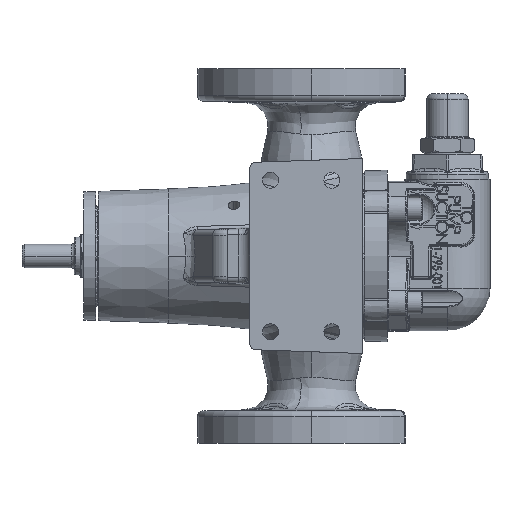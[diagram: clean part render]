
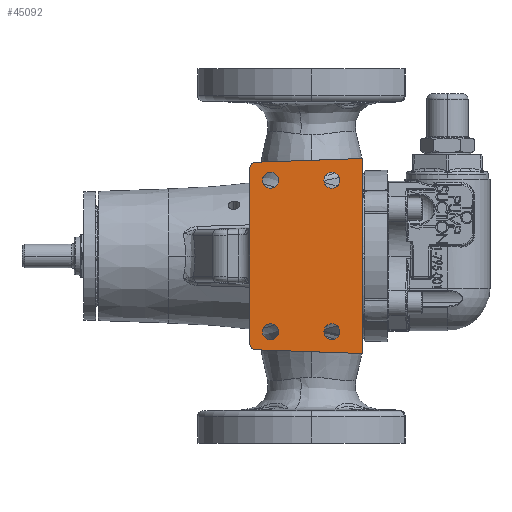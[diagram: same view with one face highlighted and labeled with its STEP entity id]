
A CAD part, front view. The second image highlights one B-rep face of the part: STEP entity #45092.
In plain terms, the highlighted planar face has unit normal (0, -1, 0).
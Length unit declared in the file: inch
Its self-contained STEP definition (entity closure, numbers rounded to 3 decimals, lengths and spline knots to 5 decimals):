
#1345 = CARTESIAN_POINT ( 'NONE',  ( -2., -2.75, -1.448 ) ) ;
#1930 = CIRCLE ( 'NONE', #30865, 0.12 ) ;
#2085 = ORIENTED_EDGE ( 'NONE', *, *, #32830, .F. ) ;
#2402 = CIRCLE ( 'NONE', #71280, 0.12 ) ;
#2848 = DIRECTION ( 'NONE',  ( 0.999, 0., -0.035 ) ) ;
#3058 = VERTEX_POINT ( 'NONE', #93206 ) ;
#3465 = AXIS2_PLACEMENT_3D ( 'NONE', #65755, #97189, #48795 ) ;
#3523 = CIRCLE ( 'NONE', #25639, 0.172 ) ;
#7057 = CARTESIAN_POINT ( 'NONE',  ( -0.6875, -2.75, 1.62 ) ) ;
#7399 = CIRCLE ( 'NONE', #46204, 0.172 ) ;
#7628 = EDGE_CURVE ( 'Defeatured_0_967+Defeatured_0_1168+Defeatured_0_964+Defeatured_0_966', #86144, #30073, #2402, .T. ) ;
#8500 = EDGE_CURVE ( 'Defeatured_0_968+Defeatured_0_1168+Defeatured_0_966+Defeatured_0_963', #84909, #3058, #1930, .T. ) ;
#8688 = ORIENTED_EDGE ( 'NONE', *, *, #11829, .F. ) ;
#10539 = CARTESIAN_POINT ( 'NONE',  ( -0.03, -2.75, -2.08416 ) ) ;
#11433 = VERTEX_POINT ( 'NONE', #49182 ) ;
#11829 = EDGE_CURVE ( 'Defeatured_0_1179+Defeatured_0_1168+Defeatured_0_1168+Defeatured_0_1168', #11433, #49012, #3523, .T. ) ;
#13924 = PLANE ( 'NONE',  #92639 ) ;
#17717 = DIRECTION ( 'NONE',  ( 0., 0., -1. ) ) ;
#18870 = DIRECTION ( 'NONE',  ( 0., -1., 0. ) ) ;
#19166 = CARTESIAN_POINT ( 'NONE',  ( -2.32, -2.75, 1.88412 ) ) ;
#20463 = EDGE_LOOP ( 'NONE', ( #64575, #8688 ) ) ;
#21448 = FACE_BOUND ( 'NONE', #20463, .T. ) ;
#22268 = AXIS2_PLACEMENT_3D ( 'NONE', #49965, #25694, #57031 ) ;
#22666 = DIRECTION ( 'NONE',  ( 0., 0., -1. ) ) ;
#22995 = DIRECTION ( 'NONE',  ( 0., -1., 0. ) ) ;
#23541 = EDGE_CURVE ( 'Defeatured_0_1178+Defeatured_0_1168+Defeatured_0_1168+Defeatured_0_1168', #28698, #45782, #7399, .T. ) ;
#23911 = EDGE_CURVE ( 'Defeatured_0_1168+Defeatured_0_964+Defeatured_0_967+Defeatured_0_965', #86144, #89766, #36397, .T. ) ;
#24613 = EDGE_CURVE ( 'Defeatured_0_1168+Defeatured_0_963+Defeatured_0_965+Defeatured_0_968', #52569, #3058, #51362, .T. ) ;
#24800 = ORIENTED_EDGE ( 'NONE', *, *, #8500, .F. ) ;
#25623 = CARTESIAN_POINT ( 'NONE',  ( -0.6875, -2.75, -1.448 ) ) ;
#25639 = AXIS2_PLACEMENT_3D ( 'NONE', #7057, #22995, #30104 ) ;
#25694 = DIRECTION ( 'NONE',  ( 0., -1., 0. ) ) ;
#26973 = CIRCLE ( 'NONE', #87462, 0.172 ) ;
#28698 = VERTEX_POINT ( 'NONE', #41469 ) ;
#30073 = VERTEX_POINT ( 'NONE', #77356 ) ;
#30104 = DIRECTION ( 'NONE',  ( 0., 0., -1. ) ) ;
#30117 = DIRECTION ( 'NONE',  ( 0., -1., 0. ) ) ;
#30811 = CARTESIAN_POINT ( 'NONE',  ( -0.6875, -2.75, 1.62 ) ) ;
#30865 = AXIS2_PLACEMENT_3D ( 'NONE', #19166, #98208, #49835 ) ;
#31568 = VERTEX_POINT ( 'NONE', #54526 ) ;
#31984 = CARTESIAN_POINT ( 'NONE',  ( -0.6875, -2.75, -1.62 ) ) ;
#32180 = EDGE_CURVE ( 'Defeatured_0_1178+Defeatured_0_1168+Defeatured_0_1168+Defeatured_0_1168', #45782, #28698, #49753, .T. ) ;
#32486 = ORIENTED_EDGE ( 'NONE', *, *, #54766, .T. ) ;
#32504 = EDGE_CURVE ( 'Defeatured_0_966+Defeatured_0_1168+Defeatured_0_967+Defeatured_0_968', #30073, #84909, #44601, .T. ) ;
#32830 = EDGE_CURVE ( 'Defeatured_0_1181+Defeatured_0_1168+Defeatured_0_1168+Defeatured_0_1168', #31568, #92609, #26973, .T. ) ;
#33597 = VERTEX_POINT ( 'NONE', #1345 ) ;
#36397 = LINE ( 'NONE', #50825, #65458 ) ;
#37496 = ORIENTED_EDGE ( 'NONE', *, *, #32180, .F. ) ;
#37501 = VERTEX_POINT ( 'NONE', #45174 ) ;
#38032 = DIRECTION ( 'NONE',  ( 0., 1., 0. ) ) ;
#38736 = DIRECTION ( 'NONE',  ( 0., 0., -1. ) ) ;
#38928 = ORIENTED_EDGE ( 'NONE', *, *, #23541, .F. ) ;
#41469 = CARTESIAN_POINT ( 'NONE',  ( -2., -2.75, 1.792 ) ) ;
#44601 = LINE ( 'NONE', #91618, #88786 ) ;
#45092 = ADVANCED_FACE ( 'Defeatured_0_1168', ( #90838, #64330, #21448, #80682, #98488 ), #13924, .T. ) ;
#45174 = CARTESIAN_POINT ( 'NONE',  ( -2., -2.75, -1.792 ) ) ;
#45697 = CARTESIAN_POINT ( 'NONE',  ( -2.32419, -2.75, -2.00404 ) ) ;
#45782 = VERTEX_POINT ( 'NONE', #49758 ) ;
#45969 = LINE ( 'NONE', #47069, #102776 ) ;
#46036 = DIRECTION ( 'NONE',  ( 0., -1., 0. ) ) ;
#46204 = AXIS2_PLACEMENT_3D ( 'NONE', #62132, #30117, #22666 ) ;
#46256 = EDGE_CURVE ( 'Defeatured_0_1179+Defeatured_0_1168+Defeatured_0_1168+Defeatured_0_1168', #49012, #11433, #102000, .T. ) ;
#47002 = DIRECTION ( 'NONE',  ( 0., -1., 0. ) ) ;
#47069 = CARTESIAN_POINT ( 'NONE',  ( -0.03, -2.75, -2. ) ) ;
#47102 = DIRECTION ( 'NONE',  ( 0., -1., 0. ) ) ;
#48795 = DIRECTION ( 'NONE',  ( 0., 0., -1. ) ) ;
#49012 = VERTEX_POINT ( 'NONE', #72478 ) ;
#49182 = CARTESIAN_POINT ( 'NONE',  ( -0.6875, -2.75, 1.792 ) ) ;
#49753 = CIRCLE ( 'NONE', #78648, 0.172 ) ;
#49758 = CARTESIAN_POINT ( 'NONE',  ( -2., -2.75, 1.448 ) ) ;
#49835 = DIRECTION ( 'NONE',  ( 0., 0., -1. ) ) ;
#49965 = CARTESIAN_POINT ( 'NONE',  ( -0.6875, -2.75, -1.62 ) ) ;
#50825 = CARTESIAN_POINT ( 'NONE',  ( -2.44, -2.75, -2. ) ) ;
#51137 = CARTESIAN_POINT ( 'NONE',  ( -2.44, -2.75, 1.88412 ) ) ;
#51362 = LINE ( 'NONE', #53301, #65251 ) ;
#51642 = CARTESIAN_POINT ( 'NONE',  ( -2., -2.75, -1.62 ) ) ;
#52569 = VERTEX_POINT ( 'NONE', #62332 ) ;
#53301 = CARTESIAN_POINT ( 'NONE',  ( -2.44, -2.75, 2. ) ) ;
#53654 = EDGE_LOOP ( 'NONE', ( #90327, #32486, #68996, #24800, #54055, #61507 ) ) ;
#54055 = ORIENTED_EDGE ( 'NONE', *, *, #32504, .F. ) ;
#54526 = CARTESIAN_POINT ( 'NONE',  ( -0.6875, -2.75, -1.792 ) ) ;
#54766 = EDGE_CURVE ( 'Defeatured_0_1168+Defeatured_0_965+Defeatured_0_964+Defeatured_0_963', #89766, #52569, #45969, .T. ) ;
#55676 = EDGE_CURVE ( 'Defeatured_0_1180+Defeatured_0_1168+Defeatured_0_1168+Defeatured_0_1168', #33597, #37501, #60940, .T. ) ;
#57031 = DIRECTION ( 'NONE',  ( 0., 0., -1. ) ) ;
#59056 = AXIS2_PLACEMENT_3D ( 'NONE', #51642, #18870, #91849 ) ;
#59227 = EDGE_LOOP ( 'NONE', ( #2085, #74512 ) ) ;
#60688 = ORIENTED_EDGE ( 'NONE', *, *, #63609, .F. ) ;
#60940 = CIRCLE ( 'NONE', #59056, 0.172 ) ;
#61507 = ORIENTED_EDGE ( 'NONE', *, *, #7628, .F. ) ;
#62132 = CARTESIAN_POINT ( 'NONE',  ( -2., -2.75, 1.62 ) ) ;
#62332 = CARTESIAN_POINT ( 'NONE',  ( -0.03, -2.75, 2.08416 ) ) ;
#62581 = DIRECTION ( 'NONE',  ( 0., 0., -1. ) ) ;
#63609 = EDGE_CURVE ( 'Defeatured_0_1180+Defeatured_0_1168+Defeatured_0_1168+Defeatured_0_1168', #37501, #33597, #91791, .T. ) ;
#64330 = FACE_BOUND ( 'NONE', #75063, .T. ) ;
#64575 = ORIENTED_EDGE ( 'NONE', *, *, #46256, .F. ) ;
#65038 = CIRCLE ( 'NONE', #22268, 0.172 ) ;
#65251 = VECTOR ( 'NONE', #85749, 39.37008 ) ;
#65458 = VECTOR ( 'NONE', #2848, 39.37008 ) ;
#65755 = CARTESIAN_POINT ( 'NONE',  ( -2., -2.75, -1.62 ) ) ;
#65993 = ORIENTED_EDGE ( 'NONE', *, *, #55676, .F. ) ;
#68598 = EDGE_LOOP ( 'NONE', ( #37496, #38928 ) ) ;
#68996 = ORIENTED_EDGE ( 'NONE', *, *, #24613, .T. ) ;
#70362 = AXIS2_PLACEMENT_3D ( 'NONE', #30811, #47002, #103448 ) ;
#71027 = DIRECTION ( 'NONE',  ( 0., 0., 1. ) ) ;
#71280 = AXIS2_PLACEMENT_3D ( 'NONE', #79223, #38032, #38736 ) ;
#72478 = CARTESIAN_POINT ( 'NONE',  ( -0.6875, -2.75, 1.448 ) ) ;
#74110 = CARTESIAN_POINT ( 'NONE',  ( -2., -2.75, 1.62 ) ) ;
#74512 = ORIENTED_EDGE ( 'NONE', *, *, #85194, .F. ) ;
#75063 = EDGE_LOOP ( 'NONE', ( #60688, #65993 ) ) ;
#77356 = CARTESIAN_POINT ( 'NONE',  ( -2.44, -2.75, -1.88412 ) ) ;
#78460 = CARTESIAN_POINT ( 'NONE',  ( -2.875, -2.75, 2.25 ) ) ;
#78648 = AXIS2_PLACEMENT_3D ( 'NONE', #74110, #81887, #17717 ) ;
#79223 = CARTESIAN_POINT ( 'NONE',  ( -2.32, -2.75, -1.88412 ) ) ;
#80682 = FACE_BOUND ( 'NONE', #68598, .T. ) ;
#81887 = DIRECTION ( 'NONE',  ( 0., -1., 0. ) ) ;
#83498 = DIRECTION ( 'NONE',  ( 0., 0., 1. ) ) ;
#84909 = VERTEX_POINT ( 'NONE', #51137 ) ;
#85194 = EDGE_CURVE ( 'Defeatured_0_1181+Defeatured_0_1168+Defeatured_0_1168+Defeatured_0_1168', #92609, #31568, #65038, .T. ) ;
#85749 = DIRECTION ( 'NONE',  ( -0.999, 0., -0.035 ) ) ;
#86144 = VERTEX_POINT ( 'NONE', #45697 ) ;
#87462 = AXIS2_PLACEMENT_3D ( 'NONE', #31984, #47102, #87647 ) ;
#87647 = DIRECTION ( 'NONE',  ( 0., 0., -1. ) ) ;
#88786 = VECTOR ( 'NONE', #83498, 39.37008 ) ;
#89766 = VERTEX_POINT ( 'NONE', #10539 ) ;
#90327 = ORIENTED_EDGE ( 'NONE', *, *, #23911, .T. ) ;
#90838 = FACE_BOUND ( 'NONE', #59227, .T. ) ;
#91618 = CARTESIAN_POINT ( 'NONE',  ( -2.44, -2.75, -2. ) ) ;
#91791 = CIRCLE ( 'NONE', #3465, 0.172 ) ;
#91849 = DIRECTION ( 'NONE',  ( 0., 0., -1. ) ) ;
#92609 = VERTEX_POINT ( 'NONE', #25623 ) ;
#92639 = AXIS2_PLACEMENT_3D ( 'NONE', #78460, #46036, #62581 ) ;
#93206 = CARTESIAN_POINT ( 'NONE',  ( -2.32419, -2.75, 2.00404 ) ) ;
#97189 = DIRECTION ( 'NONE',  ( 0., -1., 0. ) ) ;
#98208 = DIRECTION ( 'NONE',  ( 0., 1., 0. ) ) ;
#98488 = FACE_OUTER_BOUND ( 'NONE', #53654, .T. ) ;
#102000 = CIRCLE ( 'NONE', #70362, 0.172 ) ;
#102776 = VECTOR ( 'NONE', #71027, 39.37008 ) ;
#103448 = DIRECTION ( 'NONE',  ( 0., 0., -1. ) ) ;
